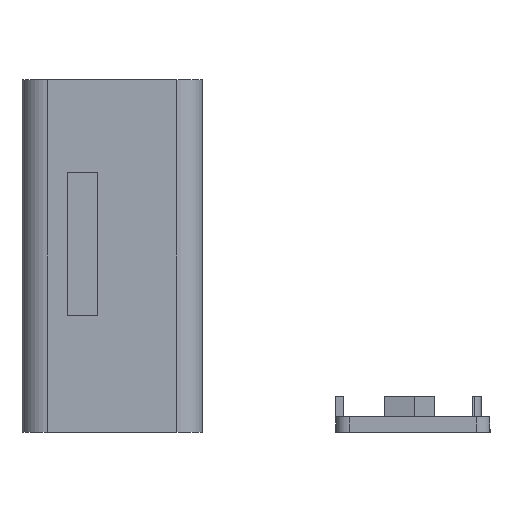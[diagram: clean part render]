
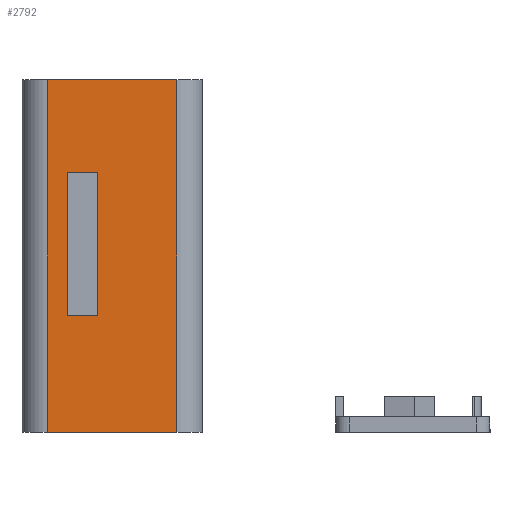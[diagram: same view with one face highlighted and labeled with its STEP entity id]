
A CAD part, left-side view. The second image highlights one B-rep face of the part: STEP entity #2792.
In plain terms, the highlighted planar face has unit normal (-1, 0, 0).
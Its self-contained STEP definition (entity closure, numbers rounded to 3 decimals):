
#88=FACE_BOUND('',#326,.T.);
#178=FACE_OUTER_BOUND('',#325,.T.);
#325=EDGE_LOOP('',(#2156,#2157,#2158,#2159));
#326=EDGE_LOOP('',(#2160,#2161,#2162,#2163));
#509=LINE('',#3979,#809);
#668=LINE('',#4431,#968);
#671=LINE('',#4436,#971);
#673=LINE('',#4441,#973);
#676=LINE('',#4445,#976);
#692=LINE('',#4473,#992);
#693=LINE('',#4477,#993);
#694=LINE('',#4479,#994);
#809=VECTOR('',#3156,1000.);
#968=VECTOR('',#3575,1000.);
#971=VECTOR('',#3580,1000.);
#973=VECTOR('',#3584,1000.);
#976=VECTOR('',#3589,1000.);
#992=VECTOR('',#3623,1000.);
#993=VECTOR('',#3628,1000.);
#994=VECTOR('',#3631,1000.);
#1111=VERTEX_POINT('',#3976);
#1112=VERTEX_POINT('',#3978);
#1274=VERTEX_POINT('',#4428);
#1275=VERTEX_POINT('',#4430);
#1276=VERTEX_POINT('',#4434);
#1278=VERTEX_POINT('',#4440);
#1281=VERTEX_POINT('',#4471);
#1282=VERTEX_POINT('',#4475);
#1387=EDGE_CURVE('',#1112,#1111,#509,.T.);
#1610=EDGE_CURVE('',#1275,#1274,#668,.T.);
#1613=EDGE_CURVE('',#1276,#1275,#671,.T.);
#1615=EDGE_CURVE('',#1278,#1276,#673,.T.);
#1618=EDGE_CURVE('',#1274,#1278,#676,.T.);
#1635=EDGE_CURVE('',#1281,#1112,#692,.T.);
#1637=EDGE_CURVE('',#1111,#1282,#693,.T.);
#1638=EDGE_CURVE('',#1282,#1281,#694,.T.);
#2156=ORIENTED_EDGE('',*,*,#1635,.T.);
#2157=ORIENTED_EDGE('',*,*,#1387,.T.);
#2158=ORIENTED_EDGE('',*,*,#1637,.T.);
#2159=ORIENTED_EDGE('',*,*,#1638,.T.);
#2160=ORIENTED_EDGE('',*,*,#1615,.T.);
#2161=ORIENTED_EDGE('',*,*,#1613,.T.);
#2162=ORIENTED_EDGE('',*,*,#1610,.T.);
#2163=ORIENTED_EDGE('',*,*,#1618,.T.);
#2666=PLANE('',#3032);
#2792=ADVANCED_FACE('',(#178,#88),#2666,.T.);
#3032=AXIS2_PLACEMENT_3D('',#4478,#3629,#3630);
#3156=DIRECTION('',(0.,1.,0.));
#3575=DIRECTION('',(0.,-1.,0.));
#3580=DIRECTION('',(0.,0.,1.));
#3584=DIRECTION('',(0.,1.,0.));
#3589=DIRECTION('',(0.,0.,-1.));
#3623=DIRECTION('',(0.,0.,1.));
#3628=DIRECTION('',(0.,0.,-1.));
#3629=DIRECTION('center_axis',(-1.,0.,0.));
#3630=DIRECTION('ref_axis',(0.,0.,-1.));
#3631=DIRECTION('',(0.,-1.,0.));
#3976=CARTESIAN_POINT('',(-36.245,6.49,33.732));
#3978=CARTESIAN_POINT('',(-36.245,-6.49,33.732));
#3979=CARTESIAN_POINT('',(-36.245,-6.49,33.732));
#4428=CARTESIAN_POINT('',(-36.245,1.505,24.442));
#4430=CARTESIAN_POINT('',(-36.245,4.505,24.442));
#4431=CARTESIAN_POINT('',(-36.245,4.005,24.442));
#4434=CARTESIAN_POINT('',(-36.245,4.505,10.061));
#4436=CARTESIAN_POINT('',(-36.245,4.505,12.311));
#4440=CARTESIAN_POINT('',(-36.245,1.505,10.061));
#4441=CARTESIAN_POINT('',(-36.245,2.505,10.061));
#4445=CARTESIAN_POINT('',(-36.245,1.505,19.311));
#4471=CARTESIAN_POINT('',(-36.245,-6.49,-1.605));
#4473=CARTESIAN_POINT('',(-36.245,-6.49,14.561));
#4475=CARTESIAN_POINT('',(-36.245,6.49,-1.605));
#4477=CARTESIAN_POINT('',(-36.245,6.49,14.561));
#4478=CARTESIAN_POINT('Origin',(-36.245,3.505,14.561));
#4479=CARTESIAN_POINT('',(-36.245,3.505,-1.605));
